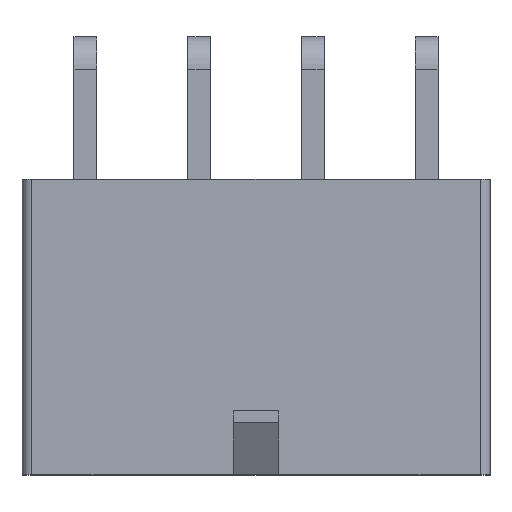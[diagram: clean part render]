
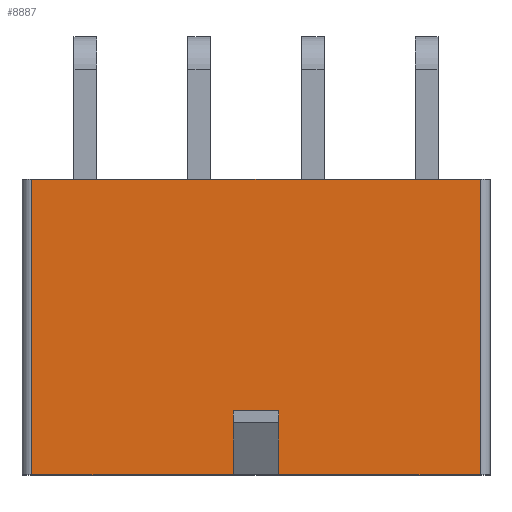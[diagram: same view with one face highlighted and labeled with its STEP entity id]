
A CAD part, top view. The second image highlights one B-rep face of the part: STEP entity #8887.
In plain terms, the highlighted face is planar.
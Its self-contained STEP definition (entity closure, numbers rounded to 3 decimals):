
#1767=ORIENTED_EDGE('',*,*,#3679,.F.);
#1768=ORIENTED_EDGE('',*,*,#3680,.T.);
#1769=ORIENTED_EDGE('',*,*,#3681,.T.);
#1770=ORIENTED_EDGE('',*,*,#3675,.T.);
#1771=ORIENTED_EDGE('',*,*,#3682,.F.);
#1772=ORIENTED_EDGE('',*,*,#3159,.T.);
#1773=ORIENTED_EDGE('',*,*,#3157,.F.);
#1774=ORIENTED_EDGE('',*,*,#3154,.F.);
#3154=EDGE_CURVE('',#4347,#4348,#5175,.T.);
#3157=EDGE_CURVE('',#4348,#4349,#5178,.T.);
#3159=EDGE_CURVE('',#4350,#4349,#5180,.T.);
#3675=EDGE_CURVE('',#4632,#4630,#5647,.F.);
#3679=EDGE_CURVE('',#4634,#4347,#5650,.T.);
#3680=EDGE_CURVE('',#4634,#4635,#5651,.T.);
#3681=EDGE_CURVE('',#4635,#4632,#5652,.T.);
#3682=EDGE_CURVE('',#4350,#4630,#5653,.T.);
#4347=VERTEX_POINT('',#12885);
#4348=VERTEX_POINT('',#12887);
#4349=VERTEX_POINT('',#12891);
#4350=VERTEX_POINT('',#12895);
#4630=VERTEX_POINT('',#13927);
#4632=VERTEX_POINT('',#13930);
#4634=VERTEX_POINT('',#13938);
#4635=VERTEX_POINT('',#13940);
#5175=LINE('',#12886,#6295);
#5178=LINE('',#12892,#6298);
#5180=LINE('',#12896,#6300);
#5647=LINE('',#13929,#6767);
#5650=LINE('',#13937,#6770);
#5651=LINE('',#13939,#6771);
#5652=LINE('',#13941,#6772);
#5653=LINE('',#13942,#6773);
#6295=VECTOR('',#10313,1000.);
#6298=VECTOR('',#10318,1000.);
#6300=VECTOR('',#10322,1000.);
#6767=VECTOR('',#11359,1000.);
#6770=VECTOR('',#11368,1000.);
#6771=VECTOR('',#11369,1000.);
#6772=VECTOR('',#11370,1000.);
#6773=VECTOR('',#11371,1000.);
#7420=EDGE_LOOP('',(#1767,#1768,#1769,#1770,#1771,#1772,#1773,#1774));
#7945=FACE_BOUND('',#7420,.T.);
#8427=PLANE('',#9500);
#8887=ADVANCED_FACE('',(#7945),#8427,.T.);
#9500=AXIS2_PLACEMENT_3D('',#13936,#11366,#11367);
#10313=DIRECTION('',(0.,0.,-1.));
#10318=DIRECTION('',(0.,1.,0.));
#10322=DIRECTION('',(0.,0.,-1.));
#11359=DIRECTION('',(0.,0.,-1.));
#11366=DIRECTION('',(1.,0.,0.));
#11367=DIRECTION('',(0.,0.,-1.));
#11368=DIRECTION('',(0.,1.,0.));
#11369=DIRECTION('',(0.,0.,-1.));
#11370=DIRECTION('',(0.,1.,0.));
#11371=DIRECTION('',(0.,1.,0.));
#12885=CARTESIAN_POINT('',(6.24,-1.15,7.4));
#12886=CARTESIAN_POINT('',(6.24,-1.15,7.4));
#12887=CARTESIAN_POINT('',(6.24,-1.15,4.351));
#12891=CARTESIAN_POINT('',(6.24,1.15,4.351));
#12892=CARTESIAN_POINT('',(6.24,-1.15,4.351));
#12895=CARTESIAN_POINT('',(6.24,1.15,7.4));
#12896=CARTESIAN_POINT('',(6.24,1.15,7.4));
#13927=CARTESIAN_POINT('',(6.24,11.225,7.4));
#13929=CARTESIAN_POINT('',(6.24,11.225,7.4));
#13930=CARTESIAN_POINT('',(6.24,11.225,-7.4));
#13936=CARTESIAN_POINT('',(6.24,-11.725,7.4));
#13937=CARTESIAN_POINT('',(6.24,-11.725,7.4));
#13938=CARTESIAN_POINT('',(6.24,-11.225,7.4));
#13939=CARTESIAN_POINT('',(6.24,-11.225,-7.4));
#13940=CARTESIAN_POINT('',(6.24,-11.225,-7.4));
#13941=CARTESIAN_POINT('',(6.24,-11.725,-7.4));
#13942=CARTESIAN_POINT('',(6.24,-11.725,7.4));
